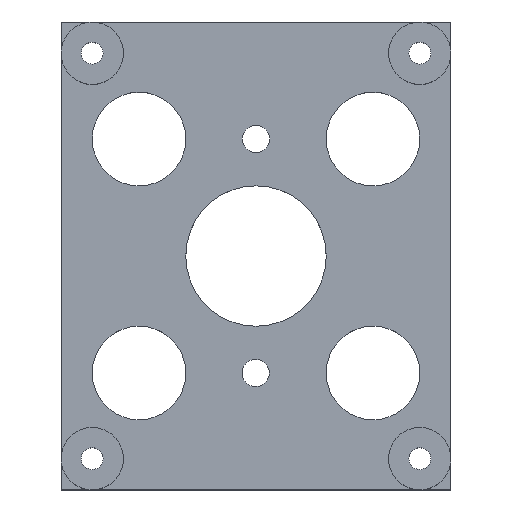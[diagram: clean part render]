
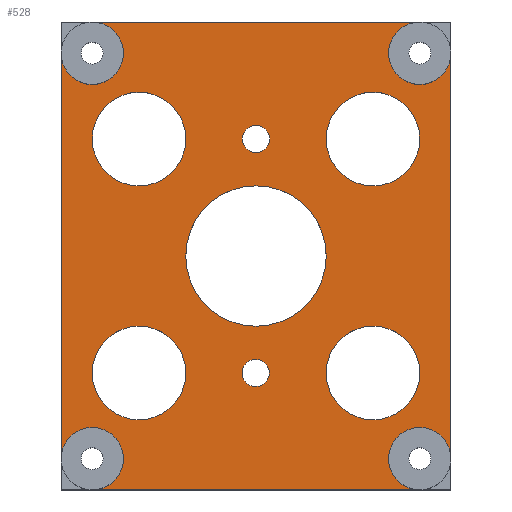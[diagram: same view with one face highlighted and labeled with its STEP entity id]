
A CAD part, top view. The second image highlights one B-rep face of the part: STEP entity #528.
In plain terms, the highlighted planar face has unit normal (0, 0, 1).
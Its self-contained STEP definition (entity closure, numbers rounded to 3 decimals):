
#19=FACE_BOUND('',#104,.T.);
#20=FACE_BOUND('',#105,.T.);
#21=FACE_BOUND('',#106,.T.);
#22=FACE_BOUND('',#107,.T.);
#23=FACE_BOUND('',#108,.T.);
#24=FACE_BOUND('',#109,.T.);
#25=FACE_BOUND('',#110,.T.);
#41=PLANE('',#607);
#70=FACE_OUTER_BOUND('',#103,.T.);
#103=EDGE_LOOP('',(#426,#427,#428,#429,#430,#431,#432,#433,#434,#435));
#104=EDGE_LOOP('',(#436));
#105=EDGE_LOOP('',(#437));
#106=EDGE_LOOP('',(#438));
#107=EDGE_LOOP('',(#439));
#108=EDGE_LOOP('',(#440));
#109=EDGE_LOOP('',(#441));
#110=EDGE_LOOP('',(#442));
#146=LINE('',#892,#181);
#147=LINE('',#893,#182);
#148=LINE('',#894,#183);
#149=LINE('',#895,#184);
#181=VECTOR('',#746,10.);
#182=VECTOR('',#747,10.);
#183=VECTOR('',#748,10.);
#184=VECTOR('',#749,10.);
#201=CIRCLE('',#553,6.);
#203=CIRCLE('',#556,1.75);
#205=CIRCLE('',#559,6.);
#207=CIRCLE('',#562,6.);
#209=CIRCLE('',#565,1.75);
#211=CIRCLE('',#568,6.);
#213=CIRCLE('',#571,9.);
#218=CIRCLE('',#578,4.);
#220=CIRCLE('',#580,4.);
#224=CIRCLE('',#587,4.);
#226=CIRCLE('',#589,4.);
#230=CIRCLE('',#596,4.);
#236=CIRCLE('',#605,4.);
#237=VERTEX_POINT('',#786);
#239=VERTEX_POINT('',#792);
#241=VERTEX_POINT('',#798);
#243=VERTEX_POINT('',#804);
#245=VERTEX_POINT('',#810);
#247=VERTEX_POINT('',#816);
#249=VERTEX_POINT('',#822);
#254=VERTEX_POINT('',#836);
#255=VERTEX_POINT('',#838);
#256=VERTEX_POINT('',#840);
#260=VERTEX_POINT('',#853);
#261=VERTEX_POINT('',#855);
#262=VERTEX_POINT('',#857);
#266=VERTEX_POINT('',#870);
#267=VERTEX_POINT('',#872);
#271=VERTEX_POINT('',#885);
#272=VERTEX_POINT('',#887);
#281=EDGE_CURVE('',#237,#237,#201,.T.);
#284=EDGE_CURVE('',#239,#239,#203,.T.);
#287=EDGE_CURVE('',#241,#241,#205,.T.);
#290=EDGE_CURVE('',#243,#243,#207,.T.);
#293=EDGE_CURVE('',#245,#245,#209,.T.);
#296=EDGE_CURVE('',#247,#247,#211,.T.);
#299=EDGE_CURVE('',#249,#249,#213,.T.);
#307=EDGE_CURVE('',#255,#254,#218,.T.);
#309=EDGE_CURVE('',#254,#256,#220,.T.);
#315=EDGE_CURVE('',#261,#260,#224,.T.);
#317=EDGE_CURVE('',#260,#262,#226,.T.);
#323=EDGE_CURVE('',#267,#266,#230,.T.);
#331=EDGE_CURVE('',#271,#272,#236,.T.);
#332=EDGE_CURVE('',#256,#267,#146,.T.);
#333=EDGE_CURVE('',#266,#271,#147,.T.);
#334=EDGE_CURVE('',#272,#261,#148,.T.);
#335=EDGE_CURVE('',#262,#255,#149,.T.);
#426=ORIENTED_EDGE('',*,*,#307,.T.);
#427=ORIENTED_EDGE('',*,*,#309,.T.);
#428=ORIENTED_EDGE('',*,*,#332,.T.);
#429=ORIENTED_EDGE('',*,*,#323,.T.);
#430=ORIENTED_EDGE('',*,*,#333,.T.);
#431=ORIENTED_EDGE('',*,*,#331,.T.);
#432=ORIENTED_EDGE('',*,*,#334,.T.);
#433=ORIENTED_EDGE('',*,*,#315,.T.);
#434=ORIENTED_EDGE('',*,*,#317,.T.);
#435=ORIENTED_EDGE('',*,*,#335,.T.);
#436=ORIENTED_EDGE('',*,*,#281,.T.);
#437=ORIENTED_EDGE('',*,*,#284,.T.);
#438=ORIENTED_EDGE('',*,*,#287,.T.);
#439=ORIENTED_EDGE('',*,*,#290,.T.);
#440=ORIENTED_EDGE('',*,*,#293,.T.);
#441=ORIENTED_EDGE('',*,*,#296,.T.);
#442=ORIENTED_EDGE('',*,*,#299,.T.);
#528=ADVANCED_FACE('',(#70,#19,#20,#21,#22,#23,#24,#25),#41,.T.);
#553=AXIS2_PLACEMENT_3D('',#787,#621,#622);
#556=AXIS2_PLACEMENT_3D('',#793,#628,#629);
#559=AXIS2_PLACEMENT_3D('',#799,#635,#636);
#562=AXIS2_PLACEMENT_3D('',#805,#642,#643);
#565=AXIS2_PLACEMENT_3D('',#811,#649,#650);
#568=AXIS2_PLACEMENT_3D('',#817,#656,#657);
#571=AXIS2_PLACEMENT_3D('',#823,#663,#664);
#578=AXIS2_PLACEMENT_3D('',#839,#680,#681);
#580=AXIS2_PLACEMENT_3D('',#842,#684,#685);
#587=AXIS2_PLACEMENT_3D('',#856,#700,#701);
#589=AXIS2_PLACEMENT_3D('',#859,#704,#705);
#596=AXIS2_PLACEMENT_3D('',#873,#720,#721);
#605=AXIS2_PLACEMENT_3D('',#889,#740,#741);
#607=AXIS2_PLACEMENT_3D('',#891,#744,#745);
#621=DIRECTION('center_axis',(0.,0.,-1.));
#622=DIRECTION('ref_axis',(-1.,0.,0.));
#628=DIRECTION('center_axis',(0.,0.,-1.));
#629=DIRECTION('ref_axis',(-1.,0.,0.));
#635=DIRECTION('center_axis',(0.,0.,-1.));
#636=DIRECTION('ref_axis',(-1.,0.,0.));
#642=DIRECTION('center_axis',(0.,0.,-1.));
#643=DIRECTION('ref_axis',(-1.,0.,0.));
#649=DIRECTION('center_axis',(0.,0.,-1.));
#650=DIRECTION('ref_axis',(-1.,0.,0.));
#656=DIRECTION('center_axis',(0.,0.,-1.));
#657=DIRECTION('ref_axis',(-1.,0.,0.));
#663=DIRECTION('center_axis',(0.,0.,-1.));
#664=DIRECTION('ref_axis',(-1.,0.,0.));
#680=DIRECTION('center_axis',(0.,0.,-1.));
#681=DIRECTION('ref_axis',(1.,0.,0.));
#684=DIRECTION('center_axis',(0.,0.,-1.));
#685=DIRECTION('ref_axis',(1.,0.,0.));
#700=DIRECTION('center_axis',(0.,0.,-1.));
#701=DIRECTION('ref_axis',(1.,0.,0.));
#704=DIRECTION('center_axis',(0.,0.,-1.));
#705=DIRECTION('ref_axis',(1.,0.,0.));
#720=DIRECTION('center_axis',(0.,0.,-1.));
#721=DIRECTION('ref_axis',(1.,0.,0.));
#740=DIRECTION('center_axis',(0.,0.,-1.));
#741=DIRECTION('ref_axis',(1.,0.,0.));
#744=DIRECTION('center_axis',(0.,0.,1.));
#745=DIRECTION('ref_axis',(1.,0.,0.));
#746=DIRECTION('',(-1.,0.,0.));
#747=DIRECTION('',(0.,-1.,0.));
#748=DIRECTION('',(1.,0.,0.));
#749=DIRECTION('',(0.,1.,0.));
#786=CARTESIAN_POINT('',(21.,15.,3.));
#787=CARTESIAN_POINT('Origin',(15.,15.,3.));
#792=CARTESIAN_POINT('',(1.75,15.,3.));
#793=CARTESIAN_POINT('Origin',(0.,15.,3.));
#798=CARTESIAN_POINT('',(-9.,15.,3.));
#799=CARTESIAN_POINT('Origin',(-15.,15.,3.));
#804=CARTESIAN_POINT('',(21.,-15.,3.));
#805=CARTESIAN_POINT('Origin',(15.,-15.,3.));
#810=CARTESIAN_POINT('',(1.707,-15.,3.));
#811=CARTESIAN_POINT('Origin',(-0.043,-15.,3.));
#816=CARTESIAN_POINT('',(-9.,-15.,3.));
#817=CARTESIAN_POINT('Origin',(-15.,-15.,3.));
#822=CARTESIAN_POINT('',(9.,0.,3.));
#823=CARTESIAN_POINT('Origin',(0.,0.,3.));
#836=CARTESIAN_POINT('',(17.,26.,3.));
#838=CARTESIAN_POINT('',(25.,26.,3.));
#839=CARTESIAN_POINT('Origin',(21.,26.,3.));
#840=CARTESIAN_POINT('',(21.,30.,3.));
#842=CARTESIAN_POINT('Origin',(21.,26.,3.));
#853=CARTESIAN_POINT('',(17.,-26.,3.));
#855=CARTESIAN_POINT('',(21.,-30.,3.));
#856=CARTESIAN_POINT('Origin',(21.,-26.,3.));
#857=CARTESIAN_POINT('',(25.,-26.,3.));
#859=CARTESIAN_POINT('Origin',(21.,-26.,3.));
#870=CARTESIAN_POINT('',(-25.,26.,3.));
#872=CARTESIAN_POINT('',(-21.,30.,3.));
#873=CARTESIAN_POINT('Origin',(-21.,26.,3.));
#885=CARTESIAN_POINT('',(-25.,-26.,3.));
#887=CARTESIAN_POINT('',(-21.,-30.,3.));
#889=CARTESIAN_POINT('Origin',(-21.,-26.,3.));
#891=CARTESIAN_POINT('Origin',(0.,0.,3.));
#892=CARTESIAN_POINT('',(-25.,30.,3.));
#893=CARTESIAN_POINT('',(-25.,-30.,3.));
#894=CARTESIAN_POINT('',(25.,-30.,3.));
#895=CARTESIAN_POINT('',(25.,30.,3.));
